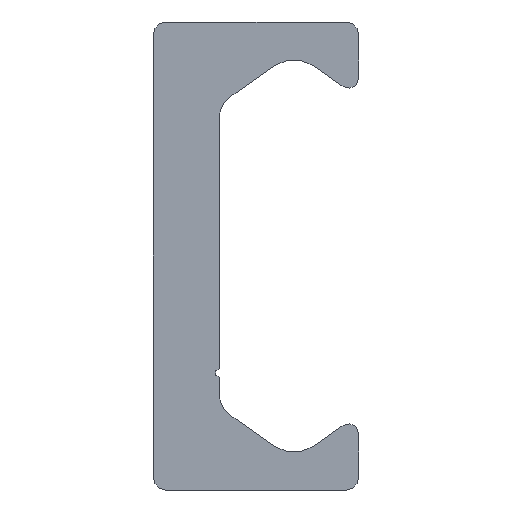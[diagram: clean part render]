
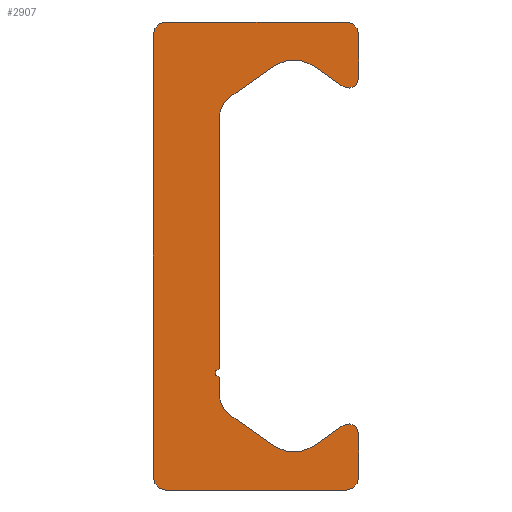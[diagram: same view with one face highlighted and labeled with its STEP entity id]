
A CAD part, left-side view. The second image highlights one B-rep face of the part: STEP entity #2907.
In plain terms, the highlighted planar face has unit normal (-1, 0, 0).
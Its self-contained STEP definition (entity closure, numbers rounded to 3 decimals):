
#1956=CARTESIAN_POINT('',(0.0,5.4,-14.));
#1957=VERTEX_POINT('',#1956);
#1964=CARTESIAN_POINT('',(0.0,6.15,-13.25));
#1965=VERTEX_POINT('',#1964);
#1966=CARTESIAN_POINT('',(0.0,5.4,-13.25));
#1967=DIRECTION('',(1.0,0.0,0.0));
#1968=DIRECTION('',(0.0,0.0,-1.0));
#1969=AXIS2_PLACEMENT_3D('',#1966,#1967,#1968);
#1970=CIRCLE('',#1969,0.75);
#1971=EDGE_CURVE('',#1957,#1965,#1970,.T.);
#1995=CARTESIAN_POINT('',(0.0,-5.4,-14.));
#1996=VERTEX_POINT('',#1995);
#2003=CARTESIAN_POINT('',(0.0,-5.4,-14.));
#2004=DIRECTION('',(0.0,1.0,0.0));
#2005=VECTOR('',#2004,10.8);
#2006=LINE('',#2003,#2005);
#2007=EDGE_CURVE('',#1996,#1957,#2006,.T.);
#2027=CARTESIAN_POINT('',(0.0,-6.15,-13.25));
#2028=VERTEX_POINT('',#2027);
#2035=CARTESIAN_POINT('',(0.0,-5.4,-13.25));
#2036=DIRECTION('',(1.0,0.0,0.0));
#2037=DIRECTION('',(0.0,-1.0,0.0));
#2038=AXIS2_PLACEMENT_3D('',#2035,#2036,#2037);
#2039=CIRCLE('',#2038,0.75);
#2040=EDGE_CURVE('',#2028,#1996,#2039,.T.);
#2059=CARTESIAN_POINT('',(0.0,-6.15,-10.63));
#2060=VERTEX_POINT('',#2059);
#2067=CARTESIAN_POINT('',(0.0,-6.15,-10.63));
#2068=DIRECTION('',(0.0,0.0,-1.0));
#2069=VECTOR('',#2068,2.62);
#2070=LINE('',#2067,#2069);
#2071=EDGE_CURVE('',#2060,#2028,#2070,.T.);
#2091=CARTESIAN_POINT('',(0.0,-5.206,-10.139));
#2092=VERTEX_POINT('',#2091);
#2099=CARTESIAN_POINT('',(0.0,-5.55,-10.63));
#2100=DIRECTION('',(1.0,0.0,0.0));
#2101=DIRECTION('',(0.0,0.574,0.819));
#2102=AXIS2_PLACEMENT_3D('',#2099,#2100,#2101);
#2103=CIRCLE('',#2102,0.6);
#2104=EDGE_CURVE('',#2092,#2060,#2103,.T.);
#2123=CARTESIAN_POINT('',(0.0,-3.417,-11.391));
#2124=VERTEX_POINT('',#2123);
#2131=CARTESIAN_POINT('',(0.0,-3.417,-11.391));
#2132=DIRECTION('',(0.0,-0.819,0.574));
#2133=VECTOR('',#2132,2.184);
#2134=LINE('',#2131,#2133);
#2135=EDGE_CURVE('',#2124,#2092,#2134,.T.);
#2155=CARTESIAN_POINT('',(0.0,-1.123,-11.391));
#2156=VERTEX_POINT('',#2155);
#2163=CARTESIAN_POINT('',(0.0,-2.27,-9.753));
#2164=DIRECTION('',(-1.0,0.0,0.0));
#2165=DIRECTION('',(0.0,0.574,0.819));
#2166=AXIS2_PLACEMENT_3D('',#2163,#2164,#2165);
#2167=CIRCLE('',#2166,2.0);
#2168=EDGE_CURVE('',#2156,#2124,#2167,.T.);
#2187=CARTESIAN_POINT('',(0.0,1.56,-9.512));
#2188=VERTEX_POINT('',#2187);
#2195=CARTESIAN_POINT('',(0.0,1.56,-9.512));
#2196=DIRECTION('',(0.0,-0.819,-0.574));
#2197=VECTOR('',#2196,3.276);
#2198=LINE('',#2195,#2197);
#2199=EDGE_CURVE('',#2188,#2156,#2198,.T.);
#2219=CARTESIAN_POINT('',(0.0,2.2,-8.283));
#2220=VERTEX_POINT('',#2219);
#2227=CARTESIAN_POINT('',(0.0,0.7,-8.283));
#2228=DIRECTION('',(-1.0,0.0,0.0));
#2229=DIRECTION('',(0.0,-0.574,0.819));
#2230=AXIS2_PLACEMENT_3D('',#2227,#2228,#2229);
#2231=CIRCLE('',#2230,1.5);
#2232=EDGE_CURVE('',#2220,#2188,#2231,.T.);
#2251=CARTESIAN_POINT('',(0.0,2.2,-7.25));
#2252=VERTEX_POINT('',#2251);
#2259=CARTESIAN_POINT('',(0.0,2.2,-7.25));
#2260=DIRECTION('',(0.0,0.0,-1.0));
#2261=VECTOR('',#2260,1.033);
#2262=LINE('',#2259,#2261);
#2263=EDGE_CURVE('',#2252,#2220,#2262,.T.);
#2283=CARTESIAN_POINT('',(0.0,2.2,-6.75));
#2284=VERTEX_POINT('',#2283);
#2291=CARTESIAN_POINT('',(0.0,2.2,-7.));
#2292=DIRECTION('',(-1.0,0.0,0.0));
#2293=DIRECTION('',(0.0,0.0,1.0));
#2294=AXIS2_PLACEMENT_3D('',#2291,#2292,#2293);
#2295=CIRCLE('',#2294,0.25);
#2296=EDGE_CURVE('',#2284,#2252,#2295,.T.);
#2315=CARTESIAN_POINT('',(0.0,2.2,8.283));
#2316=VERTEX_POINT('',#2315);
#2323=CARTESIAN_POINT('',(0.0,2.2,8.283));
#2324=DIRECTION('',(0.0,0.0,-1.0));
#2325=VECTOR('',#2324,15.033);
#2326=LINE('',#2323,#2325);
#2327=EDGE_CURVE('',#2316,#2284,#2326,.T.);
#2464=CARTESIAN_POINT('',(0.0,1.56,9.512));
#2465=VERTEX_POINT('',#2464);
#2472=CARTESIAN_POINT('',(0.0,0.7,8.283));
#2473=DIRECTION('',(-1.0,0.0,0.0));
#2474=DIRECTION('',(0.0,-1.0,0.0));
#2475=AXIS2_PLACEMENT_3D('',#2472,#2473,#2474);
#2476=CIRCLE('',#2475,1.5);
#2477=EDGE_CURVE('',#2465,#2316,#2476,.T.);
#2496=CARTESIAN_POINT('',(0.0,-1.123,11.391));
#2497=VERTEX_POINT('',#2496);
#2504=CARTESIAN_POINT('',(0.0,-1.123,11.391));
#2505=DIRECTION('',(0.0,0.819,-0.574));
#2506=VECTOR('',#2505,3.276);
#2507=LINE('',#2504,#2506);
#2508=EDGE_CURVE('',#2497,#2465,#2507,.T.);
#2528=CARTESIAN_POINT('',(0.0,-3.417,11.391));
#2529=VERTEX_POINT('',#2528);
#2536=CARTESIAN_POINT('',(0.0,-2.27,9.753));
#2537=DIRECTION('',(-1.0,0.0,0.0));
#2538=DIRECTION('',(0.0,-0.574,-0.819));
#2539=AXIS2_PLACEMENT_3D('',#2536,#2537,#2538);
#2540=CIRCLE('',#2539,2.0);
#2541=EDGE_CURVE('',#2529,#2497,#2540,.T.);
#2560=CARTESIAN_POINT('',(0.0,-5.206,10.139));
#2561=VERTEX_POINT('',#2560);
#2568=CARTESIAN_POINT('',(0.0,-5.206,10.139));
#2569=DIRECTION('',(0.0,0.819,0.574));
#2570=VECTOR('',#2569,2.184);
#2571=LINE('',#2568,#2570);
#2572=EDGE_CURVE('',#2561,#2529,#2571,.T.);
#2592=CARTESIAN_POINT('',(0.0,-6.15,10.63));
#2593=VERTEX_POINT('',#2592);
#2600=CARTESIAN_POINT('',(0.0,-5.55,10.63));
#2601=DIRECTION('',(1.0,0.0,0.0));
#2602=DIRECTION('',(0.0,-1.0,0.0));
#2603=AXIS2_PLACEMENT_3D('',#2600,#2601,#2602);
#2604=CIRCLE('',#2603,0.6);
#2605=EDGE_CURVE('',#2593,#2561,#2604,.T.);
#2624=CARTESIAN_POINT('',(0.0,-6.15,13.25));
#2625=VERTEX_POINT('',#2624);
#2632=CARTESIAN_POINT('',(0.0,-6.15,13.25));
#2633=DIRECTION('',(0.0,0.0,-1.0));
#2634=VECTOR('',#2633,2.62);
#2635=LINE('',#2632,#2634);
#2636=EDGE_CURVE('',#2625,#2593,#2635,.T.);
#2656=CARTESIAN_POINT('',(0.0,-5.4,14.));
#2657=VERTEX_POINT('',#2656);
#2664=CARTESIAN_POINT('',(0.0,-5.4,13.25));
#2665=DIRECTION('',(1.0,0.0,0.0));
#2666=DIRECTION('',(0.0,0.0,1.0));
#2667=AXIS2_PLACEMENT_3D('',#2664,#2665,#2666);
#2668=CIRCLE('',#2667,0.75);
#2669=EDGE_CURVE('',#2657,#2625,#2668,.T.);
#2688=CARTESIAN_POINT('',(0.0,5.4,14.));
#2689=VERTEX_POINT('',#2688);
#2696=CARTESIAN_POINT('',(0.0,5.4,14.));
#2697=DIRECTION('',(0.0,-1.0,0.0));
#2698=VECTOR('',#2697,10.8);
#2699=LINE('',#2696,#2698);
#2700=EDGE_CURVE('',#2689,#2657,#2699,.T.);
#2720=CARTESIAN_POINT('',(0.0,6.15,13.25));
#2721=VERTEX_POINT('',#2720);
#2728=CARTESIAN_POINT('',(0.0,5.4,13.25));
#2729=DIRECTION('',(1.0,0.0,0.0));
#2730=DIRECTION('',(0.0,1.0,0.0));
#2731=AXIS2_PLACEMENT_3D('',#2728,#2729,#2730);
#2732=CIRCLE('',#2731,0.75);
#2733=EDGE_CURVE('',#2721,#2689,#2732,.T.);
#2751=CARTESIAN_POINT('',(0.0,6.15,-13.25));
#2752=DIRECTION('',(0.0,0.0,1.0));
#2753=VECTOR('',#2752,26.5);
#2754=LINE('',#2751,#2753);
#2755=EDGE_CURVE('',#1965,#2721,#2754,.T.);
#2878=CARTESIAN_POINT('',(0.0,1.352,-0.021));
#2879=DIRECTION('',(1.0,0.0,0.0));
#2880=DIRECTION('',(0.0,0.0,-1.0));
#2881=AXIS2_PLACEMENT_3D('',#2878,#2879,#2880);
#2882=PLANE('',#2881);
#2883=ORIENTED_EDGE('',*,*,#2755,.F.);
#2884=ORIENTED_EDGE('',*,*,#1971,.F.);
#2885=ORIENTED_EDGE('',*,*,#2007,.F.);
#2886=ORIENTED_EDGE('',*,*,#2040,.F.);
#2887=ORIENTED_EDGE('',*,*,#2071,.F.);
#2888=ORIENTED_EDGE('',*,*,#2104,.F.);
#2889=ORIENTED_EDGE('',*,*,#2135,.F.);
#2890=ORIENTED_EDGE('',*,*,#2168,.F.);
#2891=ORIENTED_EDGE('',*,*,#2199,.F.);
#2892=ORIENTED_EDGE('',*,*,#2232,.F.);
#2893=ORIENTED_EDGE('',*,*,#2263,.F.);
#2894=ORIENTED_EDGE('',*,*,#2296,.F.);
#2895=ORIENTED_EDGE('',*,*,#2327,.F.);
#2896=ORIENTED_EDGE('',*,*,#2477,.F.);
#2897=ORIENTED_EDGE('',*,*,#2508,.F.);
#2898=ORIENTED_EDGE('',*,*,#2541,.F.);
#2899=ORIENTED_EDGE('',*,*,#2572,.F.);
#2900=ORIENTED_EDGE('',*,*,#2605,.F.);
#2901=ORIENTED_EDGE('',*,*,#2636,.F.);
#2902=ORIENTED_EDGE('',*,*,#2669,.F.);
#2903=ORIENTED_EDGE('',*,*,#2700,.F.);
#2904=ORIENTED_EDGE('',*,*,#2733,.F.);
#2905=EDGE_LOOP('',(#2883,#2884,#2885,#2886,#2887,#2888,#2889,#2890,#2891,#2892,#2893,#2894,#2895,#2896,#2897,#2898,#2899,#2900,#2901,#2902,#2903,#2904));
#2906=FACE_OUTER_BOUND('',#2905,.T.);
#2907=ADVANCED_FACE('',(#2906),#2882,.F.);
